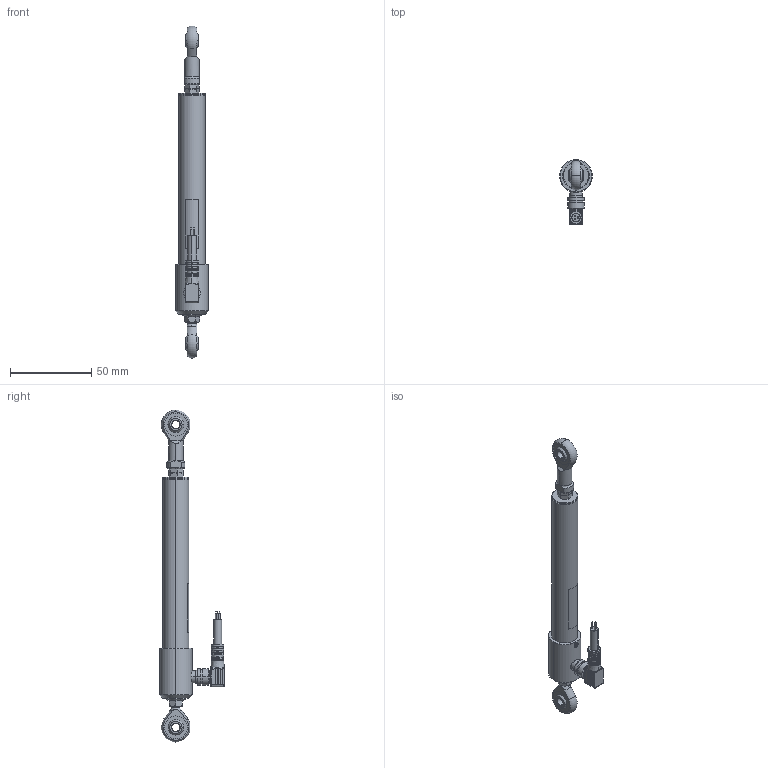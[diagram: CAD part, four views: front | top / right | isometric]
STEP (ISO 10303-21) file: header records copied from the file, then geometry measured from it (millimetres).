
FILE_DESCRIPTION (( 'STEP AP214' ), '1' );
FILE_NAME ('TX2_0075_Stecker_ein.STEP', '2011-01-17T13:17:05', ( 'novotechnik' ), ( 'novotechnik' ), 'SwSTEP 2.0', 'SolidWorks 2010', '' );
FILE_SCHEMA (( 'AUTOMOTIVE_DESIGN' ));
Length unit declared in the file: millimetre
Products named in the file (1): TX2_0075_Stecker_ein
Bounding box: 20 x 39.8 x 204.07 mm (x, y, z)
Surface area: 13171.3 mm2 (no closed solid volume)
Topology: 0 solids, 14 shells, 470 faces, 1216 edges, 746 vertices
Faces by surface type: cylinder 179, plane 141, torus 48, bspline 48, cone 46, sphere 8
Entity records: 20730 total; most frequent: CARTESIAN_POINT 4631, DIRECTION 2278, ORIENTED_EDGE 2238, EDGE_CURVE 1194, AXIS2_PLACEMENT_3D 919, VERTEX_POINT 740, EDGE_LOOP 505, CIRCLE 496
